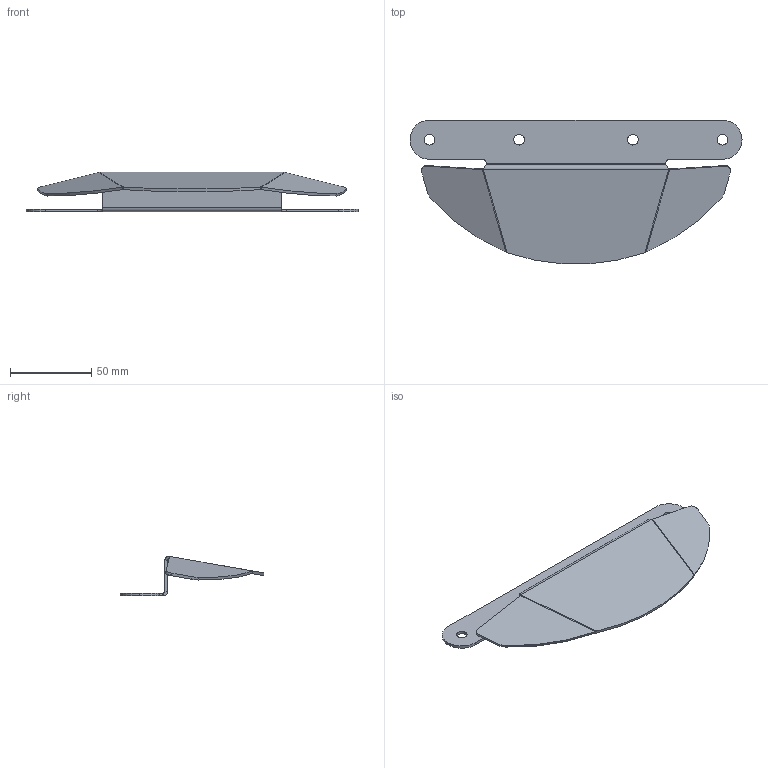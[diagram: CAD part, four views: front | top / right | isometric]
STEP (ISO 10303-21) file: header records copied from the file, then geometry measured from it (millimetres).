
FILE_DESCRIPTION (( 'STEP AP214' ), '1' );
FILE_NAME ('27 - bracket tail cover.STEP', '2016-11-26T22:39:48', ( '' ), ( '' ), 'SwSTEP 2.0', 'SolidWorks 2014', '' );
FILE_SCHEMA (( 'AUTOMOTIVE_DESIGN' ));
Length unit declared in the file: millimetre
Products named in the file (1): 27 - bracket tail cover
Bounding box: 204 x 88.24 x 24.21 mm (x, y, z)
Volume: 26939 mm3; surface area: 33924.5 mm2
Topology: 1 solids, 1 shells, 62 faces, 148 edges, 88 vertices
Faces by surface type: cylinder 27, plane 27, bspline 8
Entity records: 1970 total; most frequent: CARTESIAN_POINT 527, ORIENTED_EDGE 296, DIRECTION 282, EDGE_CURVE 148, AXIS2_PLACEMENT_3D 97, VERTEX_POINT 88, LINE 88, VECTOR 88
